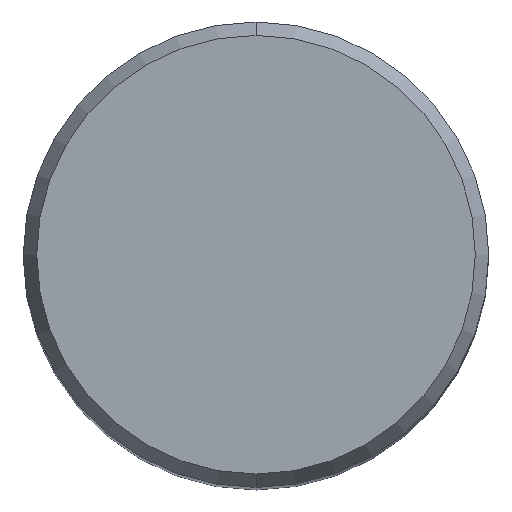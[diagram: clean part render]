
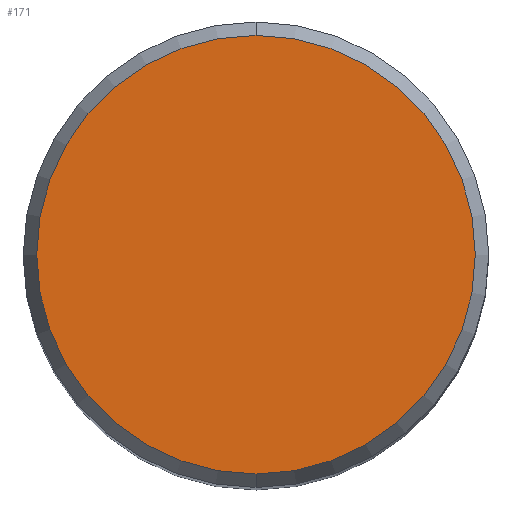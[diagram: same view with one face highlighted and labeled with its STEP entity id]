
A CAD part, top view. The second image highlights one B-rep face of the part: STEP entity #171.
In plain terms, the highlighted planar face has unit normal (0, 0, 1).
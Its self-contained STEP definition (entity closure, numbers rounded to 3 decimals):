
#89=VERTEX_POINT('',#217);
#115=EDGE_CURVE('',#133,#89,#244,.T.);
#127=EDGE_CURVE('',#89,#133,#256,.T.);
#133=VERTEX_POINT('',#262);
#171=ADVANCED_FACE('',(#308),#309,.T.);
#217=CARTESIAN_POINT('',(0.0,7.479,0.01));
#244=CIRCLE('',#388,7.479);
#256=CIRCLE('',#406,7.479);
#262=CARTESIAN_POINT('',(0.,-7.479,0.01));
#308=FACE_OUTER_BOUND('',#465,.T.);
#309=PLANE('',#466);
#388=AXIS2_PLACEMENT_3D('',#529,#530,#531);
#406=AXIS2_PLACEMENT_3D('',#542,#543,#544);
#465=EDGE_LOOP('',(#621,#622));
#466=AXIS2_PLACEMENT_3D('',#623,#624,#625);
#529=CARTESIAN_POINT('',(0.0,0.0,0.01));
#530=DIRECTION('',(0.0,0.0,-1.0));
#531=DIRECTION('',(0.0,1.0,0.0));
#542=CARTESIAN_POINT('',(0.0,0.0,0.01));
#543=DIRECTION('',(0.0,0.0,-1.0));
#544=DIRECTION('',(0.0,1.0,0.0));
#621=ORIENTED_EDGE('',*,*,#127,.F.);
#622=ORIENTED_EDGE('',*,*,#115,.F.);
#623=CARTESIAN_POINT('',(0.0,3.74,0.01));
#624=DIRECTION('',(-0.0,0.0,1.0));
#625=DIRECTION('',(0.0,-1.0,0.0));
